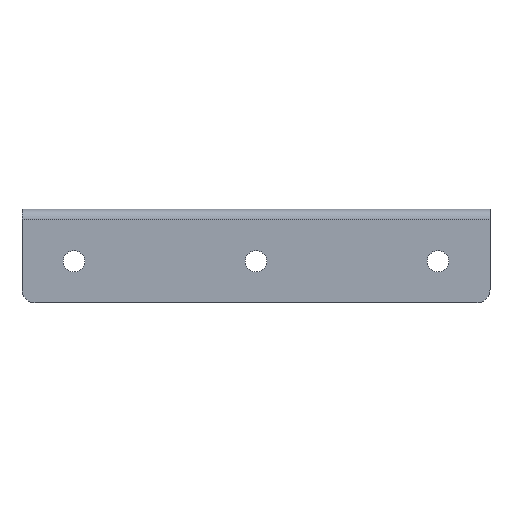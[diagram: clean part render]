
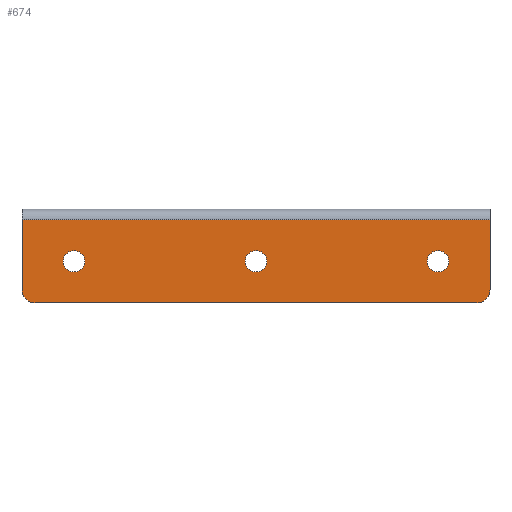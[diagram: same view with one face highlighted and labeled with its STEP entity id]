
A CAD part, front view. The second image highlights one B-rep face of the part: STEP entity #674.
In plain terms, the highlighted planar face has unit normal (0, -1, 0).
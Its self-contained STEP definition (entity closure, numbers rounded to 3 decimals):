
#22 = CARTESIAN_POINT ( 'NONE',  ( -70., 0., -20. ) ) ;
#23 = CARTESIAN_POINT ( 'NONE',  ( 70., 0., -20. ) ) ;
#31 = AXIS2_PLACEMENT_3D ( 'NONE', #132, #275, #328 ) ;
#51 = DIRECTION ( 'NONE',  ( 0., 0., 1. ) ) ;
#58 = CIRCLE ( 'NONE', #296, 4.1 ) ;
#65 = CARTESIAN_POINT ( 'NONE',  ( -90., 0., 0. ) ) ;
#66 = DIRECTION ( 'NONE',  ( 0., 0., 1. ) ) ;
#78 = CARTESIAN_POINT ( 'NONE',  ( 0., 0., -20. ) ) ;
#82 = VERTEX_POINT ( 'NONE', #375 ) ;
#83 = LINE ( 'NONE', #581, #338 ) ;
#88 = VERTEX_POINT ( 'NONE', #975 ) ;
#94 = CARTESIAN_POINT ( 'NONE',  ( 0., 0., -15.9 ) ) ;
#99 = ORIENTED_EDGE ( 'NONE', *, *, #547, .T. ) ;
#106 = AXIS2_PLACEMENT_3D ( 'NONE', #884, #873, #51 ) ;
#107 = DIRECTION ( 'NONE',  ( 0., 1., 0. ) ) ;
#115 = DIRECTION ( 'NONE',  ( 0., 0., 1. ) ) ;
#129 = FACE_BOUND ( 'NONE', #280, .T. ) ;
#132 = CARTESIAN_POINT ( 'NONE',  ( 90., 0., 0. ) ) ;
#137 = CARTESIAN_POINT ( 'NONE',  ( 90., 0., -4. ) ) ;
#140 = CARTESIAN_POINT ( 'NONE',  ( 0., 0., -24.1 ) ) ;
#142 = ORIENTED_EDGE ( 'NONE', *, *, #605, .T. ) ;
#150 = DIRECTION ( 'NONE',  ( 0., 1., 0. ) ) ;
#163 = ORIENTED_EDGE ( 'NONE', *, *, #877, .T. ) ;
#165 = DIRECTION ( 'NONE',  ( 0., 0., 1. ) ) ;
#166 = ORIENTED_EDGE ( 'NONE', *, *, #211, .F. ) ;
#173 = CIRCLE ( 'NONE', #720, 5. ) ;
#176 = DIRECTION ( 'NONE',  ( 0., 1., 0. ) ) ;
#179 = EDGE_LOOP ( 'NONE', ( #874, #224 ) ) ;
#204 = CARTESIAN_POINT ( 'NONE',  ( -85., 0., -36. ) ) ;
#208 = VERTEX_POINT ( 'NONE', #307 ) ;
#211 = EDGE_CURVE ( 'NONE', #655, #973, #941, .T. ) ;
#215 = DIRECTION ( 'NONE',  ( 0., 1., 0. ) ) ;
#224 = ORIENTED_EDGE ( 'NONE', *, *, #652, .T. ) ;
#246 = EDGE_CURVE ( 'NONE', #615, #208, #58, .T. ) ;
#252 = CARTESIAN_POINT ( 'NONE',  ( -90., 0., -4. ) ) ;
#255 = VERTEX_POINT ( 'NONE', #252 ) ;
#262 = VECTOR ( 'NONE', #385, 1000. ) ;
#269 = CIRCLE ( 'NONE', #684, 4.1 ) ;
#275 = DIRECTION ( 'NONE',  ( 0., 1., 0. ) ) ;
#280 = EDGE_LOOP ( 'NONE', ( #844, #291 ) ) ;
#291 = ORIENTED_EDGE ( 'NONE', *, *, #390, .T. ) ;
#296 = AXIS2_PLACEMENT_3D ( 'NONE', #672, #176, #165 ) ;
#301 = CIRCLE ( 'NONE', #106, 5. ) ;
#307 = CARTESIAN_POINT ( 'NONE',  ( 70., 0., -24.1 ) ) ;
#310 = VERTEX_POINT ( 'NONE', #94 ) ;
#328 = DIRECTION ( 'NONE',  ( 0., 0., 1. ) ) ;
#331 = DIRECTION ( 'NONE',  ( 0., 0., 1. ) ) ;
#334 = PLANE ( 'NONE',  #31 ) ;
#337 = AXIS2_PLACEMENT_3D ( 'NONE', #78, #150, #66 ) ;
#338 = VECTOR ( 'NONE', #642, 1000. ) ;
#339 = VERTEX_POINT ( 'NONE', #140 ) ;
#343 = CARTESIAN_POINT ( 'NONE',  ( 85., 0., -36. ) ) ;
#345 = EDGE_CURVE ( 'NONE', #255, #409, #695, .T. ) ;
#371 = AXIS2_PLACEMENT_3D ( 'NONE', #948, #215, #889 ) ;
#375 = CARTESIAN_POINT ( 'NONE',  ( -70., 0., -15.9 ) ) ;
#385 = DIRECTION ( 'NONE',  ( 0., 0., -1. ) ) ;
#390 = EDGE_CURVE ( 'NONE', #339, #310, #491, .T. ) ;
#405 = EDGE_CURVE ( 'NONE', #535, #862, #966, .T. ) ;
#409 = VERTEX_POINT ( 'NONE', #778 ) ;
#416 = DIRECTION ( 'NONE',  ( 0., -1., 0. ) ) ;
#421 = ORIENTED_EDGE ( 'NONE', *, *, #661, .T. ) ;
#429 = EDGE_LOOP ( 'NONE', ( #99, #142 ) ) ;
#452 = EDGE_CURVE ( 'NONE', #310, #339, #820, .T. ) ;
#472 = ORIENTED_EDGE ( 'NONE', *, *, #345, .T. ) ;
#484 = DIRECTION ( 'NONE',  ( 0., 0., 1. ) ) ;
#491 = CIRCLE ( 'NONE', #337, 4.1 ) ;
#496 = VECTOR ( 'NONE', #525, 1000. ) ;
#499 = DIRECTION ( 'NONE',  ( 0., 1., 0. ) ) ;
#525 = DIRECTION ( 'NONE',  ( -1., 0., 0. ) ) ;
#528 = CARTESIAN_POINT ( 'NONE',  ( -70., 0., -20. ) ) ;
#535 = VERTEX_POINT ( 'NONE', #343 ) ;
#536 = FACE_BOUND ( 'NONE', #429, .T. ) ;
#538 = VECTOR ( 'NONE', #799, 1000. ) ;
#547 = EDGE_CURVE ( 'NONE', #82, #88, #269, .T. ) ;
#573 = CARTESIAN_POINT ( 'NONE',  ( 70., 0., -15.9 ) ) ;
#580 = CIRCLE ( 'NONE', #660, 4.1 ) ;
#581 = CARTESIAN_POINT ( 'NONE',  ( 90., 0., -4. ) ) ;
#582 = ORIENTED_EDGE ( 'NONE', *, *, #405, .F. ) ;
#599 = FACE_BOUND ( 'NONE', #179, .T. ) ;
#605 = EDGE_CURVE ( 'NONE', #88, #82, #791, .T. ) ;
#609 = AXIS2_PLACEMENT_3D ( 'NONE', #528, #499, #775 ) ;
#615 = VERTEX_POINT ( 'NONE', #573 ) ;
#620 = EDGE_LOOP ( 'NONE', ( #472, #163, #582, #632, #166, #421 ) ) ;
#630 = FACE_OUTER_BOUND ( 'NONE', #620, .T. ) ;
#632 = ORIENTED_EDGE ( 'NONE', *, *, #855, .T. ) ;
#642 = DIRECTION ( 'NONE',  ( -1., 0., 0. ) ) ;
#652 = EDGE_CURVE ( 'NONE', #208, #615, #580, .T. ) ;
#655 = VERTEX_POINT ( 'NONE', #137 ) ;
#660 = AXIS2_PLACEMENT_3D ( 'NONE', #23, #852, #331 ) ;
#661 = EDGE_CURVE ( 'NONE', #655, #255, #83, .T. ) ;
#672 = CARTESIAN_POINT ( 'NONE',  ( 70., 0., -20. ) ) ;
#674 = ADVANCED_FACE ( 'NONE', ( #536, #599, #129, #630 ), #334, .F. ) ;
#679 = CARTESIAN_POINT ( 'NONE',  ( 90., 0., -31. ) ) ;
#684 = AXIS2_PLACEMENT_3D ( 'NONE', #22, #107, #115 ) ;
#695 = LINE ( 'NONE', #65, #538 ) ;
#720 = AXIS2_PLACEMENT_3D ( 'NONE', #957, #416, #484 ) ;
#775 = DIRECTION ( 'NONE',  ( 0., 0., 1. ) ) ;
#778 = CARTESIAN_POINT ( 'NONE',  ( -90., 0., -31. ) ) ;
#791 = CIRCLE ( 'NONE', #609, 4.1 ) ;
#799 = DIRECTION ( 'NONE',  ( 0., 0., -1. ) ) ;
#820 = CIRCLE ( 'NONE', #371, 4.1 ) ;
#844 = ORIENTED_EDGE ( 'NONE', *, *, #452, .T. ) ;
#851 = CARTESIAN_POINT ( 'NONE',  ( 90., 0., -36. ) ) ;
#852 = DIRECTION ( 'NONE',  ( 0., 1., 0. ) ) ;
#855 = EDGE_CURVE ( 'NONE', #535, #973, #301, .T. ) ;
#862 = VERTEX_POINT ( 'NONE', #204 ) ;
#873 = DIRECTION ( 'NONE',  ( 0., -1., 0. ) ) ;
#874 = ORIENTED_EDGE ( 'NONE', *, *, #246, .T. ) ;
#877 = EDGE_CURVE ( 'NONE', #409, #862, #173, .T. ) ;
#884 = CARTESIAN_POINT ( 'NONE',  ( 85., 0., -31. ) ) ;
#889 = DIRECTION ( 'NONE',  ( 0., 0., 1. ) ) ;
#941 = LINE ( 'NONE', #977, #262 ) ;
#948 = CARTESIAN_POINT ( 'NONE',  ( 0., 0., -20. ) ) ;
#957 = CARTESIAN_POINT ( 'NONE',  ( -85., 0., -31. ) ) ;
#966 = LINE ( 'NONE', #851, #496 ) ;
#973 = VERTEX_POINT ( 'NONE', #679 ) ;
#975 = CARTESIAN_POINT ( 'NONE',  ( -70., 0., -24.1 ) ) ;
#977 = CARTESIAN_POINT ( 'NONE',  ( 90., 0., 0. ) ) ;
